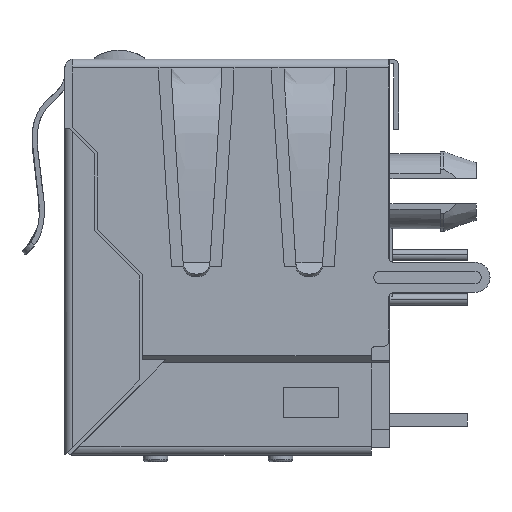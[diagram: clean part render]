
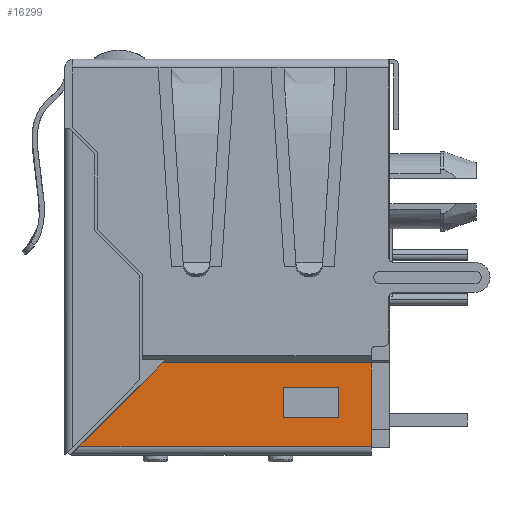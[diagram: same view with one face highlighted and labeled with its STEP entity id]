
A CAD part, left-side view. The second image highlights one B-rep face of the part: STEP entity #16299.
In plain terms, the highlighted planar face has unit normal (-1, 0, 0).
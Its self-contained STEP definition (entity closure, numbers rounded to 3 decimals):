
#967=CARTESIAN_POINT('',(-8.3,-0.559,-15.5));
#3540=DIRECTION('',(0.,1.,0.));
#3541=VECTOR('',#3540,11.691);
#3542=CARTESIAN_POINT('',(-8.3,-12.25,-15.5));
#3543=LINE('',#3542,#3541);
#3544=DIRECTION('',(0.,-0.707,0.707));
#3545=VECTOR('',#3544,4.738);
#3546=CARTESIAN_POINT('',(-8.3,-0.559,-15.5));
#3547=LINE('',#3546,#3545);
#3548=DIRECTION('',(0.,0.,-1.));
#3549=VECTOR('',#3548,3.35);
#3550=CARTESIAN_POINT('',(-8.3,-12.25,-12.15));
#3551=LINE('',#3550,#3549);
#3556=DIRECTION('',(0.,1.,0.));
#3557=VECTOR('',#3556,8.341);
#3558=CARTESIAN_POINT('',(-8.3,-12.25,-12.15));
#3559=LINE('',#3558,#3557);
#4031=DIRECTION('',(0.,-1.,0.));
#4032=VECTOR('',#4031,2.2);
#4033=CARTESIAN_POINT('',(-8.3,-8.75,-13.15));
#4034=LINE('',#4033,#4032);
#4039=DIRECTION('',(0.,0.,1.));
#4040=VECTOR('',#4039,1.2);
#4041=CARTESIAN_POINT('',(-8.3,-8.75,-14.35));
#4042=LINE('',#4041,#4040);
#4055=DIRECTION('',(0.,0.,-1.));
#4056=VECTOR('',#4055,1.2);
#4057=CARTESIAN_POINT('',(-8.3,-10.95,-13.15));
#4058=LINE('',#4057,#4056);
#4067=DIRECTION('',(0.,1.,0.));
#4068=VECTOR('',#4067,2.2);
#4069=CARTESIAN_POINT('',(-8.3,-10.95,-14.35));
#4070=LINE('',#4069,#4068);
#9370=VERTEX_POINT('',#967);
#10162=CARTESIAN_POINT('',(-8.3,-12.25,-15.5));
#10163=VERTEX_POINT('',#10162);
#10168=CARTESIAN_POINT('',(-8.3,-3.909,-12.15));
#10169=VERTEX_POINT('',#10168);
#10170=CARTESIAN_POINT('',(-8.3,-12.25,-12.15));
#10171=VERTEX_POINT('',#10170);
#10256=CARTESIAN_POINT('',(-8.3,-8.75,-13.15));
#10257=CARTESIAN_POINT('',(-8.3,-10.95,-13.15));
#10258=VERTEX_POINT('',#10256);
#10259=VERTEX_POINT('',#10257);
#10262=CARTESIAN_POINT('',(-8.3,-8.75,-14.35));
#10263=VERTEX_POINT('',#10262);
#10268=CARTESIAN_POINT('',(-8.3,-10.95,-14.35));
#10269=VERTEX_POINT('',#10268);
#16277=CARTESIAN_POINT('',(-8.3,-6.404,-13.825));
#16278=DIRECTION('',(1.,0.,0.));
#16279=DIRECTION('',(0.,1.,0.));
#16280=AXIS2_PLACEMENT_3D('',#16277,#16278,#16279);
#16281=PLANE('',#16280);
#16282=ORIENTED_EDGE('',*,*,#12969,.T.);
#16283=ORIENTED_EDGE('',*,*,#12999,.T.);
#16285=ORIENTED_EDGE('',*,*,#16284,.F.);
#16286=ORIENTED_EDGE('',*,*,#16243,.T.);
#16287=EDGE_LOOP('',(#16282,#16283,#16285,#16286));
#16288=FACE_OUTER_BOUND('',#16287,.F.);
#16290=ORIENTED_EDGE('',*,*,#16289,.F.);
#16292=ORIENTED_EDGE('',*,*,#16291,.F.);
#16294=ORIENTED_EDGE('',*,*,#16293,.F.);
#16296=ORIENTED_EDGE('',*,*,#16295,.F.);
#16297=EDGE_LOOP('',(#16290,#16292,#16294,#16296));
#16298=FACE_BOUND('',#16297,.F.);
#16299=ADVANCED_FACE('',(#16288,#16298),#16281,.F.);
#12969=EDGE_CURVE('',#10163,#9370,#3543,.T.);
#12999=EDGE_CURVE('',#9370,#10169,#3547,.T.);
#16243=EDGE_CURVE('',#10171,#10163,#3551,.T.);
#16284=EDGE_CURVE('',#10171,#10169,#3559,.T.);
#16289=EDGE_CURVE('',#10258,#10259,#4034,.T.);
#16291=EDGE_CURVE('',#10263,#10258,#4042,.T.);
#16293=EDGE_CURVE('',#10269,#10263,#4070,.T.);
#16295=EDGE_CURVE('',#10259,#10269,#4058,.T.);
